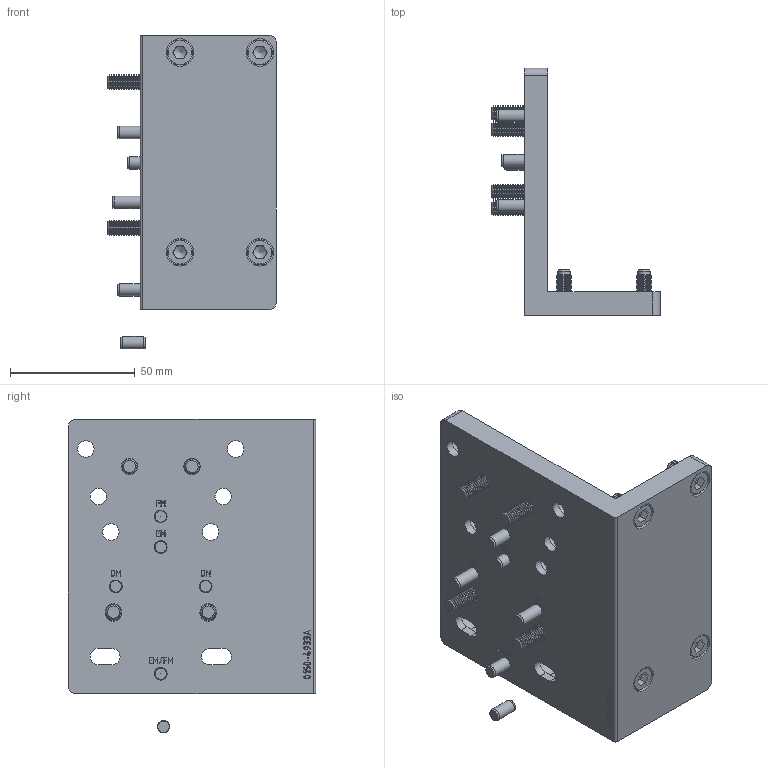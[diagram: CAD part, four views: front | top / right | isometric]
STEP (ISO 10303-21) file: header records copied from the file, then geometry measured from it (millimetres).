
FILE_DESCRIPTION (( 'STEP AP214' ), '1' );
FILE_NAME ('0186-1631_241008_Z01-MWAP03.STEP', '2024-10-09T06:05:11', ( '' ), ( '' ), 'SwSTEP 2.0', 'SolidWorks 2024', '' );
FILE_SCHEMA (( 'AUTOMOTIVE_DESIGN' ));
Length unit declared in the file: millimetre
Products named in the file (7): 0180-2451_Z01k-MWAP03; 0230-0721_Zyl.-Stift_5x16_STAHL-GH; 0186-1631_241008_Z01-MWAP03; 0230-0868_Zyl.-Stift_5x10_INOX; 0230-0855_Zyl.-Stift_5x14_INOX; 0230-0847_zyl.-schr._i-6kt_M6x10_8.8_v-b; 0230-0387_zyl.-schr._i-6kt_M6x16_8.8_v-b
Assembly tree (17 placements, depth 2):
  0186-1631_241008_Z01-MWAP03
    0180-2451_Z01k-MWAP03
    0230-0855_Zyl.-Stift_5x14_INOX  x4
    0230-0847_zyl.-schr._i-6kt_M6x10_8.8_v-b  x4
    0230-0721_Zyl.-Stift_5x16_STAHL-GH  x2
    0230-0868_Zyl.-Stift_5x10_INOX  x2
    0230-0387_zyl.-schr._i-6kt_M6x16_8.8_v-b  x4
Bounding box: 67.4 x 99 x 125.7 mm (x, y, z)
Volume: 145062.4 mm3; surface area: 48217.9 mm2
Topology: 17 solids, 17 shells, 1031 faces, 2507 edges, 1562 vertices
Faces by surface type: plane 388, bspline 271, cone 200, cylinder 156, torus 16
Full cylindrical faces by diameter (mm): 5 x8, 5.05 x7, 6 x88, 6.6 x12, 10 x8, 11 x12
Entity records: 29527 total; most frequent: CARTESIAN_POINT 11325, ORIENTED_EDGE 3404, DIRECTION 2260, EDGE_CURVE 1702, VERTEX_POINT 1180, VECTOR 958, LINE 958, EDGE_LOOP 898
